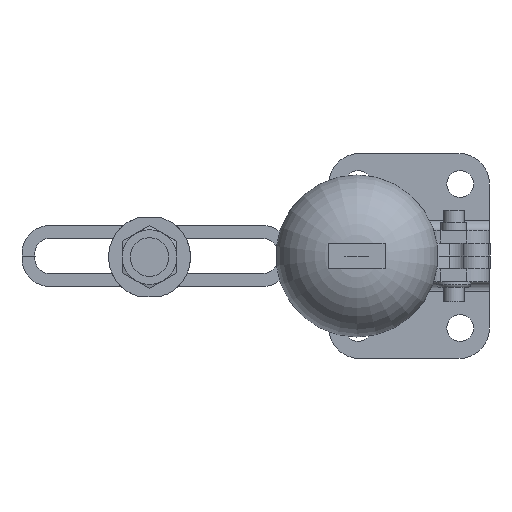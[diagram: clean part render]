
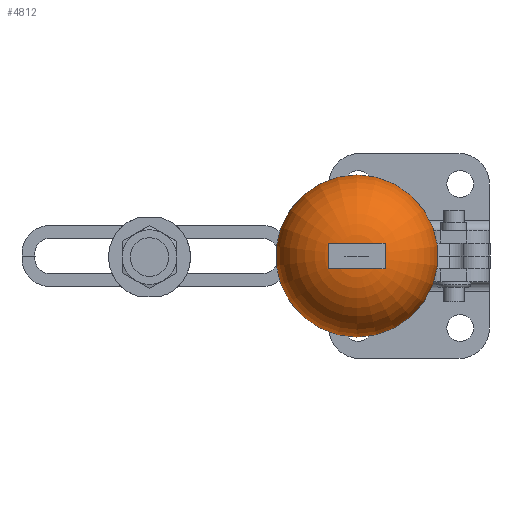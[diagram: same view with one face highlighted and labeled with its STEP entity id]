
A CAD part, front view. The second image highlights one B-rep face of the part: STEP entity #4812.
In plain terms, the highlighted toroidal (fillet/blend) face has major radius 3.258 mm and minor radius 22.002 mm.
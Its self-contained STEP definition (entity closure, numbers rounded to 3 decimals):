
#320=DEGENERATE_TOROIDAL_SURFACE('',#5152,3.258,22.002,
 .F.);
#327=CIRCLE('',#5151,16.476);
#328=CIRCLE('',#5153,16.51);
#645=VERTEX_POINT('',#7175);
#646=VERTEX_POINT('',#7178);
#1763=EDGE_CURVE('',#645,#645,#327,.T.);
#1764=EDGE_CURVE('',#646,#646,#328,.F.);
#2465=ORIENTED_EDGE('',*,*,#1764,.F.);
#2466=ORIENTED_EDGE('',*,*,#1763,.F.);
#3828=EDGE_LOOP('',(#2465));
#3829=EDGE_LOOP('',(#2466));
#4322=FACE_BOUND('',#3828,.T.);
#4323=FACE_BOUND('',#3829,.T.);
#4812=ADVANCED_FACE('',(#4322,#4323),#320,.T.);
#5151=AXIS2_PLACEMENT_3D('',#7174,#5784,#5785);
#5152=AXIS2_PLACEMENT_3D('',#7176,#5786,$);
#5153=AXIS2_PLACEMENT_3D('',#7177,#5787,#5788);
#5784=DIRECTION('',(0.,1.,0.));
#5785=DIRECTION('',(0.,0.,16.476));
#5786=DIRECTION('',(0.,1.,0.));
#5787=DIRECTION('',(0.,1.,0.));
#5788=DIRECTION('',(0.,0.,16.51));
#7174=CARTESIAN_POINT('',(241.561,525.,-17.96));
#7175=CARTESIAN_POINT('',(241.561,525.,-34.436));
#7176=CARTESIAN_POINT('',(241.561,515.269,-17.96));
#7177=CARTESIAN_POINT('',(241.561,505.609,-17.96));
#7178=CARTESIAN_POINT('',(241.561,505.609,-34.47));
